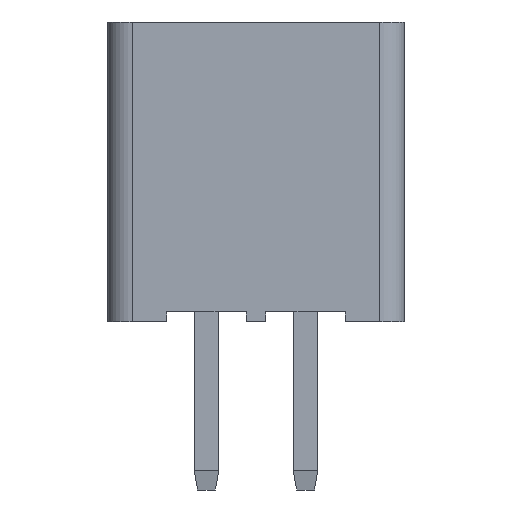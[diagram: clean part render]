
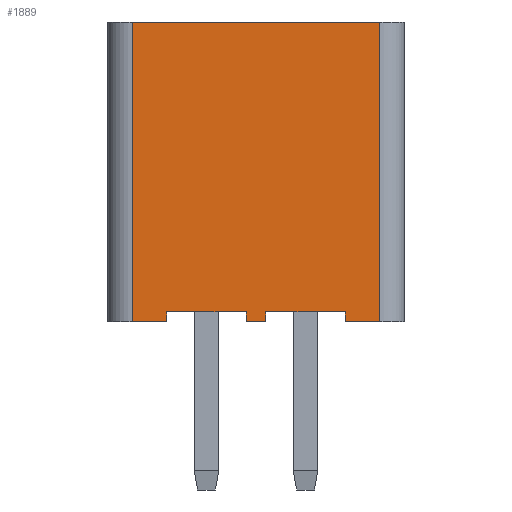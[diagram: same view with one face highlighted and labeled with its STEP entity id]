
A CAD part, left-side view. The second image highlights one B-rep face of the part: STEP entity #1889.
In plain terms, the highlighted planar face has unit normal (-1, 0, 0).
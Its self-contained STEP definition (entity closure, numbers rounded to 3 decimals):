
#138 = VERTEX_POINT('',#139);
#139 = CARTESIAN_POINT('',(-2.95,-3.5,0.));
#146 = EDGE_CURVE('',#138,#147,#149,.T.);
#147 = VERTEX_POINT('',#148);
#148 = CARTESIAN_POINT('',(-2.95,-2.8,0.));
#149 = LINE('',#150,#151);
#150 = CARTESIAN_POINT('',(-2.95,-3.5,0.));
#151 = VECTOR('',#152,1.);
#152 = DIRECTION('',(0.,1.,0.));
#176 = EDGE_CURVE('',#138,#177,#179,.T.);
#177 = VERTEX_POINT('',#178);
#178 = CARTESIAN_POINT('',(-2.95,-3.5,6.05));
#179 = LINE('',#180,#181);
#180 = CARTESIAN_POINT('',(-2.95,-3.5,0.));
#181 = VECTOR('',#182,1.);
#182 = DIRECTION('',(0.,0.,1.));
#211 = EDGE_CURVE('',#177,#212,#214,.T.);
#212 = VERTEX_POINT('',#213);
#213 = CARTESIAN_POINT('',(-2.95,1.5,6.05));
#214 = LINE('',#215,#216);
#215 = CARTESIAN_POINT('',(-2.95,-3.5,6.05));
#216 = VECTOR('',#217,1.);
#217 = DIRECTION('',(0.,1.,0.));
#616 = VERTEX_POINT('',#617);
#617 = CARTESIAN_POINT('',(-2.95,-2.8,0.2));
#623 = EDGE_CURVE('',#147,#616,#624,.T.);
#624 = LINE('',#625,#626);
#625 = CARTESIAN_POINT('',(-2.95,-2.8,0.1));
#626 = VECTOR('',#627,1.);
#627 = DIRECTION('',(0.,0.,1.));
#784 = EDGE_CURVE('',#785,#212,#787,.T.);
#785 = VERTEX_POINT('',#786);
#786 = CARTESIAN_POINT('',(-2.95,1.5,0.));
#787 = LINE('',#788,#789);
#788 = CARTESIAN_POINT('',(-2.95,1.5,0.));
#789 = VECTOR('',#790,1.);
#790 = DIRECTION('',(0.,0.,1.));
#1025 = VERTEX_POINT('',#1026);
#1026 = CARTESIAN_POINT('',(-2.95,0.8,0.));
#1032 = EDGE_CURVE('',#1025,#785,#1033,.T.);
#1033 = LINE('',#1034,#1035);
#1034 = CARTESIAN_POINT('',(-2.95,-3.5,0.));
#1035 = VECTOR('',#1036,1.);
#1036 = DIRECTION('',(0.,1.,0.));
#1057 = EDGE_CURVE('',#1058,#1025,#1060,.T.);
#1058 = VERTEX_POINT('',#1059);
#1059 = CARTESIAN_POINT('',(-2.95,0.8,0.2));
#1060 = LINE('',#1061,#1062);
#1061 = CARTESIAN_POINT('',(-2.95,0.8,0.));
#1062 = VECTOR('',#1063,1.);
#1063 = DIRECTION('',(0.,0.,-1.));
#1081 = EDGE_CURVE('',#1082,#1058,#1084,.T.);
#1082 = VERTEX_POINT('',#1083);
#1083 = CARTESIAN_POINT('',(-2.95,-0.8,0.2));
#1084 = LINE('',#1085,#1086);
#1085 = CARTESIAN_POINT('',(-2.95,-0.213,0.2));
#1086 = VECTOR('',#1087,1.);
#1087 = DIRECTION('',(0.,1.,0.));
#1139 = EDGE_CURVE('',#1140,#1082,#1142,.T.);
#1140 = VERTEX_POINT('',#1141);
#1141 = CARTESIAN_POINT('',(-2.95,-0.8,0.));
#1142 = LINE('',#1143,#1144);
#1143 = CARTESIAN_POINT('',(-2.95,-0.8,0.1));
#1144 = VECTOR('',#1145,1.);
#1145 = DIRECTION('',(0.,0.,1.));
#1163 = VERTEX_POINT('',#1164);
#1164 = CARTESIAN_POINT('',(-2.95,-1.2,0.));
#1170 = EDGE_CURVE('',#1171,#1163,#1173,.T.);
#1171 = VERTEX_POINT('',#1172);
#1172 = CARTESIAN_POINT('',(-2.95,-1.2,0.2));
#1173 = LINE('',#1174,#1175);
#1174 = CARTESIAN_POINT('',(-2.95,-1.2,0.));
#1175 = VECTOR('',#1176,1.);
#1176 = DIRECTION('',(0.,0.,-1.));
#1194 = EDGE_CURVE('',#616,#1171,#1195,.T.);
#1195 = LINE('',#1196,#1197);
#1196 = CARTESIAN_POINT('',(-2.95,-2.35,0.2));
#1197 = VECTOR('',#1198,1.);
#1198 = DIRECTION('',(0.,1.,0.));
#1878 = EDGE_CURVE('',#1163,#1140,#1879,.T.);
#1879 = LINE('',#1880,#1881);
#1880 = CARTESIAN_POINT('',(-2.95,-1.225,0.));
#1881 = VECTOR('',#1882,1.);
#1882 = DIRECTION('',(0.,1.,0.));
#1889 = ADVANCED_FACE('',(#1890),#1904,.T.);
#1890 = FACE_BOUND('',#1891,.T.);
#1891 = EDGE_LOOP('',(#1892,#1893,#1894,#1895,#1896,#1897,#1898,#1899,
    #1900,#1901,#1902,#1903));
#1892 = ORIENTED_EDGE('',*,*,#146,.F.);
#1893 = ORIENTED_EDGE('',*,*,#176,.T.);
#1894 = ORIENTED_EDGE('',*,*,#211,.T.);
#1895 = ORIENTED_EDGE('',*,*,#784,.F.);
#1896 = ORIENTED_EDGE('',*,*,#1032,.F.);
#1897 = ORIENTED_EDGE('',*,*,#1057,.F.);
#1898 = ORIENTED_EDGE('',*,*,#1081,.F.);
#1899 = ORIENTED_EDGE('',*,*,#1139,.F.);
#1900 = ORIENTED_EDGE('',*,*,#1878,.F.);
#1901 = ORIENTED_EDGE('',*,*,#1170,.F.);
#1902 = ORIENTED_EDGE('',*,*,#1194,.F.);
#1903 = ORIENTED_EDGE('',*,*,#623,.F.);
#1904 = PLANE('',#1905);
#1905 = AXIS2_PLACEMENT_3D('',#1906,#1907,#1908);
#1906 = CARTESIAN_POINT('',(-2.95,-1.,2.951));
#1907 = DIRECTION('',(-1.,0.,0.));
#1908 = DIRECTION('',(0.,0.,1.));
